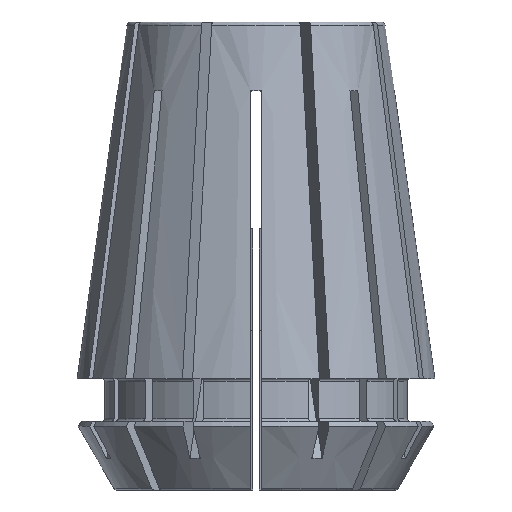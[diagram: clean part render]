
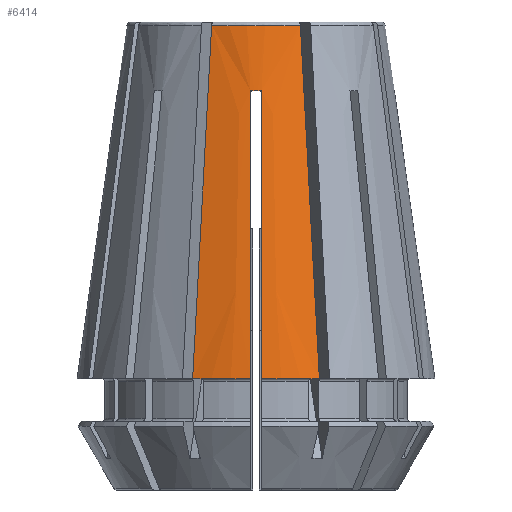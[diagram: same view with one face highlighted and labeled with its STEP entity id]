
A CAD part, left-side view. The second image highlights one B-rep face of the part: STEP entity #6414.
In plain terms, the highlighted conical face has half-angle 8 degrees and reference radius 13 mm.
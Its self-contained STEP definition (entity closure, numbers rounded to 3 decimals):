
#35=CONICAL_SURFACE('',#6944,13.,0.14);
#288=B_SPLINE_CURVE_WITH_KNOTS('',3,(#10645,#10646,#10647,#10648),
 .UNSPECIFIED.,.F.,.F.,(4,4),(0.,0.026),
 .UNSPECIFIED.);
#289=B_SPLINE_CURVE_WITH_KNOTS('',3,(#10652,#10653,#10654,#10655),
 .UNSPECIFIED.,.F.,.F.,(4,4),(0.016,0.037),
 .UNSPECIFIED.);
#290=B_SPLINE_CURVE_WITH_KNOTS('',3,(#10659,#10660,#10661,#10662),
 .UNSPECIFIED.,.F.,.F.,(4,4),(0.016,0.037),
 .UNSPECIFIED.);
#291=B_SPLINE_CURVE_WITH_KNOTS('',3,(#10666,#10667,#10668,#10669),
 .UNSPECIFIED.,.F.,.F.,(4,4),(0.,0.026),
 .UNSPECIFIED.);
#2032=ORIENTED_EDGE('',*,*,#3975,.F.);
#2033=ORIENTED_EDGE('',*,*,#3976,.T.);
#2034=ORIENTED_EDGE('',*,*,#3977,.T.);
#2035=ORIENTED_EDGE('',*,*,#3978,.F.);
#2036=ORIENTED_EDGE('',*,*,#3979,.T.);
#2037=ORIENTED_EDGE('',*,*,#3980,.T.);
#2038=ORIENTED_EDGE('',*,*,#3981,.T.);
#2039=ORIENTED_EDGE('',*,*,#3982,.F.);
#3975=EDGE_CURVE('',#4886,#4887,#5289,.T.);
#3976=EDGE_CURVE('',#4886,#4888,#288,.T.);
#3977=EDGE_CURVE('',#4888,#4889,#5290,.T.);
#3978=EDGE_CURVE('',#4890,#4889,#289,.T.);
#3979=EDGE_CURVE('',#4890,#4891,#5291,.T.);
#3980=EDGE_CURVE('',#4891,#4892,#290,.T.);
#3981=EDGE_CURVE('',#4892,#4893,#5292,.T.);
#3982=EDGE_CURVE('',#4887,#4893,#291,.T.);
#4886=VERTEX_POINT('',#10643);
#4887=VERTEX_POINT('',#10644);
#4888=VERTEX_POINT('',#10649);
#4889=VERTEX_POINT('',#10651);
#4890=VERTEX_POINT('',#10656);
#4891=VERTEX_POINT('',#10658);
#4892=VERTEX_POINT('',#10663);
#4893=VERTEX_POINT('',#10665);
#5289=CIRCLE('',#6945,9.396);
#5290=CIRCLE('',#6946,13.);
#5291=CIRCLE('',#6947,10.063);
#5292=CIRCLE('',#6948,13.);
#5558=EDGE_LOOP('',(#2032,#2033,#2034,#2035,#2036,#2037,#2038,#2039));
#5910=FACE_BOUND('',#5558,.T.);
#6414=ADVANCED_FACE('',(#5910),#35,.T.);
#6944=AXIS2_PLACEMENT_3D('',#10641,#8147,#8148);
#6945=AXIS2_PLACEMENT_3D('',#10642,#8149,#8150);
#6946=AXIS2_PLACEMENT_3D('',#10650,#8151,#8152);
#6947=AXIS2_PLACEMENT_3D('',#10657,#8153,#8154);
#6948=AXIS2_PLACEMENT_3D('',#10664,#8155,#8156);
#8147=DIRECTION('',(0.,0.,-1.));
#8148=DIRECTION('',(-1.,0.,0.));
#8149=DIRECTION('',(0.,0.,1.));
#8150=DIRECTION('',(1.,0.,0.));
#8151=DIRECTION('',(0.,0.,1.));
#8152=DIRECTION('',(1.,0.,0.));
#8153=DIRECTION('',(0.,0.,1.));
#8154=DIRECTION('',(1.,0.,0.));
#8155=DIRECTION('',(0.,0.,1.));
#8156=DIRECTION('',(1.,0.,0.));
#10641=CARTESIAN_POINT('',(0.,0.,8.1));
#10642=CARTESIAN_POINT('',(0.,0.,33.742));
#10643=CARTESIAN_POINT('',(-8.826,3.223,33.742));
#10644=CARTESIAN_POINT('',(-8.826,-3.223,33.742));
#10645=CARTESIAN_POINT('',(-8.826,3.223,33.742));
#10646=CARTESIAN_POINT('',(-9.937,3.683,25.195));
#10647=CARTESIAN_POINT('',(-11.047,4.143,16.647));
#10648=CARTESIAN_POINT('',(-12.158,4.603,8.1));
#10649=CARTESIAN_POINT('',(-12.158,4.603,8.1));
#10650=CARTESIAN_POINT('',(0.,0.,8.1));
#10651=CARTESIAN_POINT('',(-12.994,0.4,8.1));
#10652=CARTESIAN_POINT('',(-10.055,0.4,29.));
#10653=CARTESIAN_POINT('',(-11.035,0.4,22.033));
#10654=CARTESIAN_POINT('',(-12.014,0.4,15.067));
#10655=CARTESIAN_POINT('',(-12.994,0.4,8.1));
#10656=CARTESIAN_POINT('',(-10.055,0.4,29.));
#10657=CARTESIAN_POINT('',(0.,0.,29.));
#10658=CARTESIAN_POINT('',(-10.055,-0.4,29.));
#10659=CARTESIAN_POINT('',(-10.055,-0.4,29.));
#10660=CARTESIAN_POINT('',(-11.035,-0.4,22.033));
#10661=CARTESIAN_POINT('',(-12.014,-0.4,15.067));
#10662=CARTESIAN_POINT('',(-12.994,-0.4,8.1));
#10663=CARTESIAN_POINT('',(-12.994,-0.4,8.1));
#10664=CARTESIAN_POINT('',(0.,0.,8.1));
#10665=CARTESIAN_POINT('',(-12.158,-4.603,8.1));
#10666=CARTESIAN_POINT('',(-8.826,-3.223,33.742));
#10667=CARTESIAN_POINT('',(-9.937,-3.683,25.195));
#10668=CARTESIAN_POINT('',(-11.047,-4.143,16.647));
#10669=CARTESIAN_POINT('',(-12.158,-4.603,8.1));
